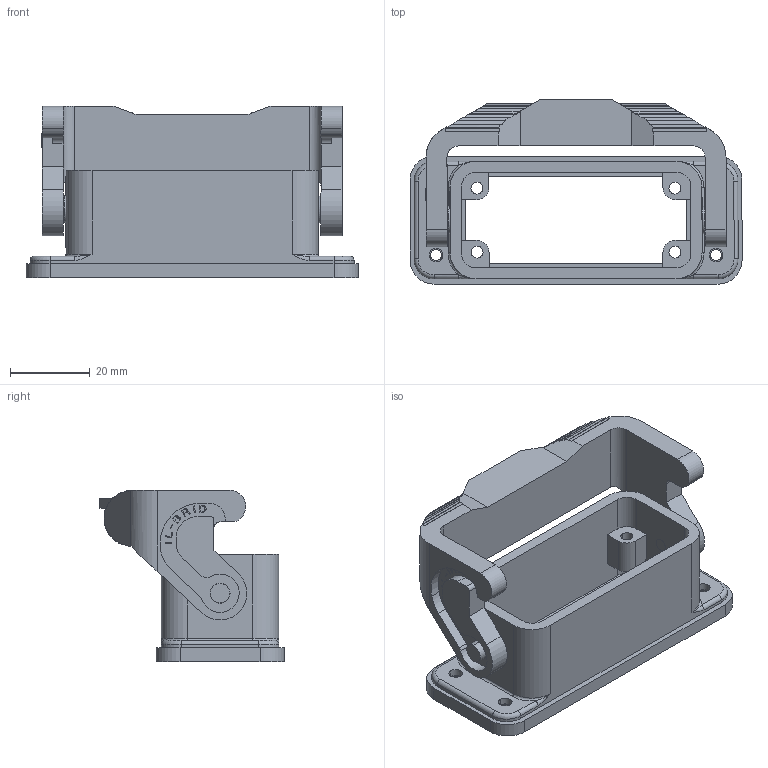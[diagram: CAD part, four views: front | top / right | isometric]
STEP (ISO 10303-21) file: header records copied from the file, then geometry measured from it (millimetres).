
FILE_DESCRIPTION(('Creo Elements/Direct Modeling STEP Export'),'2;1');
FILE_NAME('0ln7tug4lf5dlq24192','2018-10-30T10:54:46',(''),(''),'PTC Creo Elements/Direct Modeling STEP processor for AP214 (Solid Model)','PTC Creo Elements/Direct Modeling 19.0E 27-Jun-2016 (C) Parametric Technology GmbH','');
FILE_SCHEMA(('AUTOMOTIVE_DESIGN { 1 0 10303 214 1 1 1 1 }'));
Length unit declared in the file: millimetre
Products named in the file (2): CZI_15_L
Assembly tree (1 placements, depth 2):
  CZI_15_L
    CZI_15_L
Bounding box: 83 x 46 x 42.8 mm (x, y, z)
Volume: 31099.9 mm3; surface area: 20124.6 mm2
Topology: 1 solids, 1 shells, 385 faces, 1289 edges, 944 vertices
Faces by surface type: plane 186, cylinder 179, torus 8, cone 8, bspline 4
Entity records: 20703 total; most frequent: CARTESIAN_POINT 6389, ORIENTED_EDGE 2570, DIRECTION 2137, EDGE_CURVE 1285, VERTEX_POINT 944, VECTOR 839, LINE 839, AXIS2_PLACEMENT_3D 649
